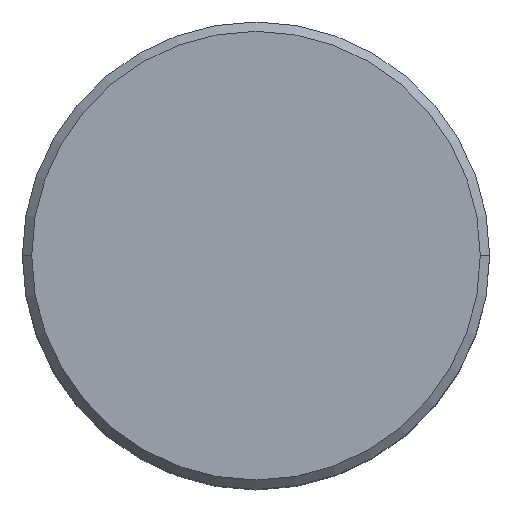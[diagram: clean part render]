
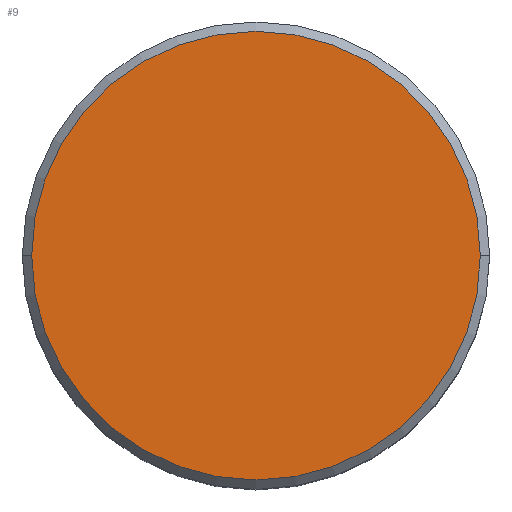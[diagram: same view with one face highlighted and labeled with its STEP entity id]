
A CAD part, top view. The second image highlights one B-rep face of the part: STEP entity #9.
In plain terms, the highlighted planar face has unit normal (0, 0, 1).
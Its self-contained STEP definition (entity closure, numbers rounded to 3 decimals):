
#2 = EDGE_CURVE ( 'NONE', #87, #86, #286, .T. ) ;
#3 = ORIENTED_EDGE ( 'NONE', *, *, #85, .T. ) ;
#6 = EDGE_LOOP ( 'NONE', ( #14, #3 ) ) ;
#9 = ADVANCED_FACE ( 'NONE', ( #287 ), #281, .T. ) ;
#14 = ORIENTED_EDGE ( 'NONE', *, *, #2, .T. ) ;
#85 = EDGE_CURVE ( 'NONE', #86, #87, #271, .T. ) ;
#86 = VERTEX_POINT ( 'NONE', #266 ) ;
#87 = VERTEX_POINT ( 'NONE', #135 ) ;
#135 = CARTESIAN_POINT ( 'NONE',  ( -12., 0., 0. ) ) ;
#185 = DIRECTION ( 'NONE',  ( 1., 0., 0. ) ) ;
#186 = DIRECTION ( 'NONE',  ( 0., 0., 1. ) ) ;
#187 = CARTESIAN_POINT ( 'NONE',  ( 0., 0., 0. ) ) ;
#188 = AXIS2_PLACEMENT_3D ( 'NONE', #187, #186, #185 ) ;
#262 = DIRECTION ( 'NONE',  ( 1., 0., 0. ) ) ;
#263 = DIRECTION ( 'NONE',  ( 0., 0., 1. ) ) ;
#264 = CARTESIAN_POINT ( 'NONE',  ( 0., 0., 0. ) ) ;
#265 = AXIS2_PLACEMENT_3D ( 'NONE', #264, #263, #262 ) ;
#266 = CARTESIAN_POINT ( 'NONE',  ( 12., 0., 0. ) ) ;
#271 = CIRCLE ( 'NONE', #265, 12. ) ;
#281 = PLANE ( 'NONE',  #188 ) ;
#282 = DIRECTION ( 'NONE',  ( 1., 0., 0. ) ) ;
#283 = DIRECTION ( 'NONE',  ( 0., 0., 1. ) ) ;
#284 = CARTESIAN_POINT ( 'NONE',  ( 0., 0., 0. ) ) ;
#285 = AXIS2_PLACEMENT_3D ( 'NONE', #284, #283, #282 ) ;
#286 = CIRCLE ( 'NONE', #285, 12. ) ;
#287 = FACE_OUTER_BOUND ( 'NONE', #6, .T. ) ;
